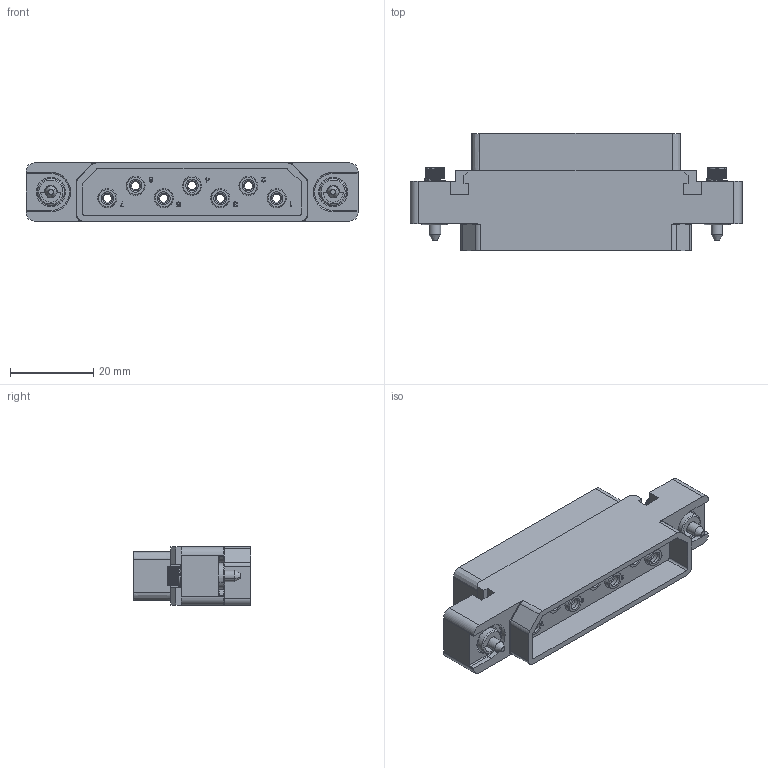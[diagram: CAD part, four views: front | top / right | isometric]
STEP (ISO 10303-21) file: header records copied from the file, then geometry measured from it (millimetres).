
FILE_DESCRIPTION((''),'2;1');
FILE_NAME('1900ND06P1A00A','2019-10-28T',('presta_be4'),(''),'CREO PARAMETRIC BY PTC INC, 2018360','CREO PARAMETRIC BY PTC INC, 2018360','');
FILE_SCHEMA(('CONFIG_CONTROL_DESIGN'));
Products named in the file (1): 1900ND06P1A00A
Bounding box: 80 x 28.35 x 14 mm (x, y, z)
Volume: 15026.7 mm3; surface area: 13205.7 mm2
Topology: 1 solids, 3 shells, 2113 faces, 5684 edges, 3660 vertices
Faces by surface type: plane 1265, cylinder 464, torus 176, cone 148, extrusion 32, bspline 28
Entity records: 76466 total; most frequent: CARTESIAN_POINT 23994, ORIENTED_EDGE 11360, DIRECTION 10286, EDGE_CURVE 5680, VECTOR 3758, LINE 3726, VERTEX_POINT 3660, AXIS2_PLACEMENT_3D 3264
